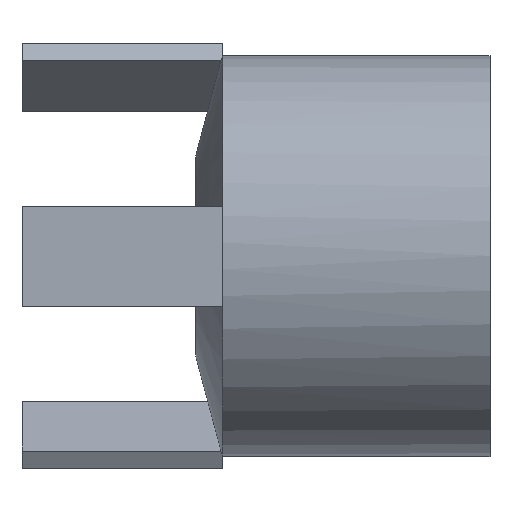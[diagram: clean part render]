
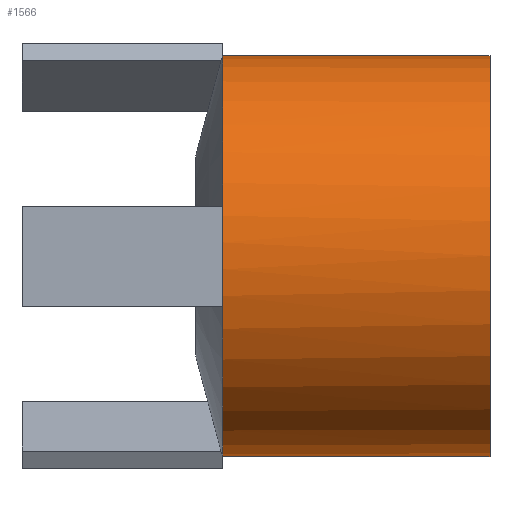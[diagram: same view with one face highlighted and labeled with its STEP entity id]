
A CAD part, top view. The second image highlights one B-rep face of the part: STEP entity #1566.
In plain terms, the highlighted cylindrical face has radius 599.437 mm (diameter 1198.87 mm), a partial arc.
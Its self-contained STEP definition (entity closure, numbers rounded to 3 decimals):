
#78 = DIRECTION ( 'NONE',  ( -1., 0., 0. ) ) ;
#92 = CYLINDRICAL_SURFACE ( 'NONE', #1464, 599.437 ) ;
#152 = CIRCLE ( 'NONE', #641, 599.437 ) ;
#194 = DIRECTION ( 'NONE',  ( 0., -1., 0. ) ) ;
#196 = VERTEX_POINT ( 'NONE', #713 ) ;
#218 = CARTESIAN_POINT ( 'NONE',  ( 80.234, 0., 0. ) ) ;
#221 = DIRECTION ( 'NONE',  ( -1., 0., 0. ) ) ;
#254 = AXIS2_PLACEMENT_3D ( 'NONE', #1105, #78, #1753 ) ;
#305 = LINE ( 'NONE', #794, #812 ) ;
#543 = CARTESIAN_POINT ( 'NONE',  ( 80.234, 119.783, 587.347 ) ) ;
#594 = ORIENTED_EDGE ( 'NONE', *, *, #1665, .F. ) ;
#610 = CARTESIAN_POINT ( 'NONE',  ( 80.234, 0., 0. ) ) ;
#641 = AXIS2_PLACEMENT_3D ( 'NONE', #610, #733, #1950 ) ;
#649 = DIRECTION ( 'NONE',  ( -1., 0., 0. ) ) ;
#652 = DIRECTION ( 'NONE',  ( 0., -1., 0. ) ) ;
#676 = CARTESIAN_POINT ( 'NONE',  ( 80.234, 0., 0. ) ) ;
#713 = CARTESIAN_POINT ( 'NONE',  ( 880.234, 599.437, 0. ) ) ;
#733 = DIRECTION ( 'NONE',  ( -1., 0., 0. ) ) ;
#794 = CARTESIAN_POINT ( 'NONE',  ( 0., 599.437, 0. ) ) ;
#806 = VERTEX_POINT ( 'NONE', #1397 ) ;
#812 = VECTOR ( 'NONE', #1472, 1000. ) ;
#829 = ORIENTED_EDGE ( 'NONE', *, *, #973, .T. ) ;
#846 = DIRECTION ( 'NONE',  ( -1., 0., 0. ) ) ;
#863 = ORIENTED_EDGE ( 'NONE', *, *, #1831, .T. ) ;
#871 = DIRECTION ( 'NONE',  ( 0., -1., 0. ) ) ;
#931 = CARTESIAN_POINT ( 'NONE',  ( 880.234, -599.437, 0. ) ) ;
#952 = AXIS2_PLACEMENT_3D ( 'NONE', #218, #1705, #194 ) ;
#973 = EDGE_CURVE ( 'NONE', #196, #1845, #305, .T. ) ;
#996 = ORIENTED_EDGE ( 'NONE', *, *, #1771, .F. ) ;
#1060 = CIRCLE ( 'NONE', #952, 599.437 ) ;
#1081 = FACE_OUTER_BOUND ( 'NONE', #2124, .T. ) ;
#1105 = CARTESIAN_POINT ( 'NONE',  ( 880.234, 0., 0. ) ) ;
#1122 = CIRCLE ( 'NONE', #1399, 599.437 ) ;
#1124 = CIRCLE ( 'NONE', #254, 599.437 ) ;
#1303 = CARTESIAN_POINT ( 'NONE',  ( 0., -599.437, 0. ) ) ;
#1312 = VERTEX_POINT ( 'NONE', #543 ) ;
#1397 = CARTESIAN_POINT ( 'NONE',  ( 80.234, -599.437, 0. ) ) ;
#1399 = AXIS2_PLACEMENT_3D ( 'NONE', #676, #221, #871 ) ;
#1411 = CARTESIAN_POINT ( 'NONE',  ( 80.234, -119.783, 587.347 ) ) ;
#1464 = AXIS2_PLACEMENT_3D ( 'NONE', #1490, #846, #652 ) ;
#1472 = DIRECTION ( 'NONE',  ( -1., 0., 0. ) ) ;
#1490 = CARTESIAN_POINT ( 'NONE',  ( 0., 0., 0. ) ) ;
#1566 = ADVANCED_FACE ( 'NONE', ( #1081 ), #92, .T. ) ;
#1616 = VECTOR ( 'NONE', #649, 1000. ) ;
#1665 = EDGE_CURVE ( 'NONE', #806, #1853, #1122, .T. ) ;
#1705 = DIRECTION ( 'NONE',  ( -1., 0., 0. ) ) ;
#1753 = DIRECTION ( 'NONE',  ( 0., -1., 0. ) ) ;
#1771 = EDGE_CURVE ( 'NONE', #1853, #1312, #152, .T. ) ;
#1831 = EDGE_CURVE ( 'NONE', #1878, #196, #1124, .T. ) ;
#1835 = LINE ( 'NONE', #1303, #1616 ) ;
#1845 = VERTEX_POINT ( 'NONE', #2101 ) ;
#1848 = ORIENTED_EDGE ( 'NONE', *, *, #1904, .F. ) ;
#1853 = VERTEX_POINT ( 'NONE', #1411 ) ;
#1878 = VERTEX_POINT ( 'NONE', #931 ) ;
#1904 = EDGE_CURVE ( 'NONE', #1878, #806, #1835, .T. ) ;
#1950 = DIRECTION ( 'NONE',  ( 0., -1., 0. ) ) ;
#2101 = CARTESIAN_POINT ( 'NONE',  ( 80.234, 599.437, 0. ) ) ;
#2123 = EDGE_CURVE ( 'NONE', #1312, #1845, #1060, .T. ) ;
#2124 = EDGE_LOOP ( 'NONE', ( #863, #829, #2169, #996, #594, #1848 ) ) ;
#2169 = ORIENTED_EDGE ( 'NONE', *, *, #2123, .F. ) ;
